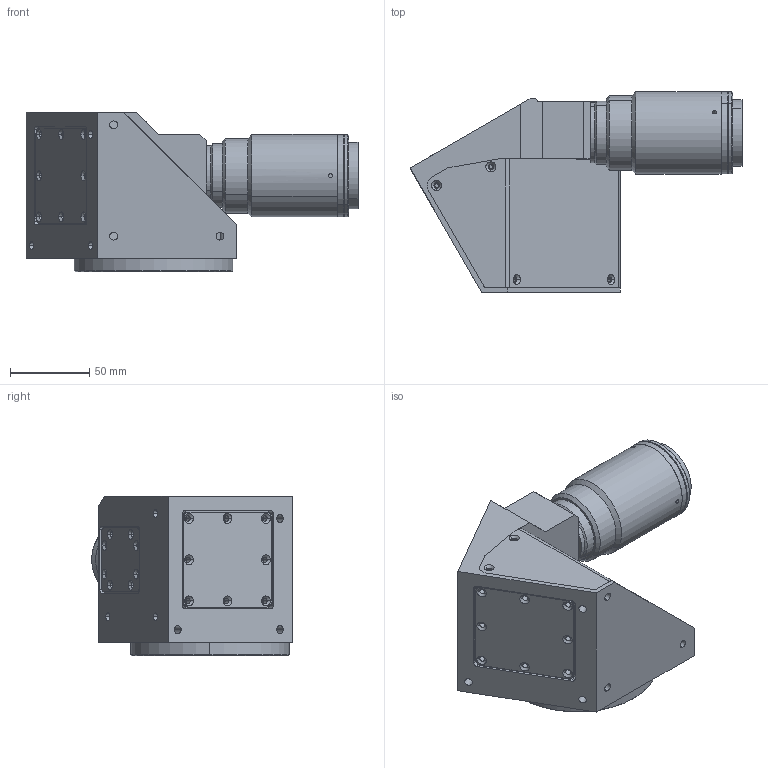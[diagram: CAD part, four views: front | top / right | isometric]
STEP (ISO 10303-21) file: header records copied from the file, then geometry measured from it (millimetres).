
FILE_DESCRIPTION (( 'STEP AP214' ), '1' );
FILE_NAME ('TCCR4M064-E.STEP', '2015-07-21T10:03:58', ( '' ), ( '' ), 'SwSTEP 2.0', 'SolidWorks 2013', '' );
FILE_SCHEMA (( 'AUTOMOTIVE_DESIGN' ));
Length unit declared in the file: millimetre
Products named in the file (1): TCCR4M064-E
Bounding box: 209.18 x 126.5 x 100.5 mm (x, y, z)
Surface area: 102138.8 mm2 (no closed solid volume)
Topology: 0 solids, 12 shells, 277 faces, 833 edges, 568 vertices
Faces by surface type: cylinder 132, plane 83, cone 60, sphere 2
Entity records: 12691 total; most frequent: CARTESIAN_POINT 1925, DIRECTION 1738, ORIENTED_EDGE 1378, EDGE_CURVE 833, AXIS2_PLACEMENT_3D 645, VERTEX_POINT 568, VECTOR 448, LINE 448
